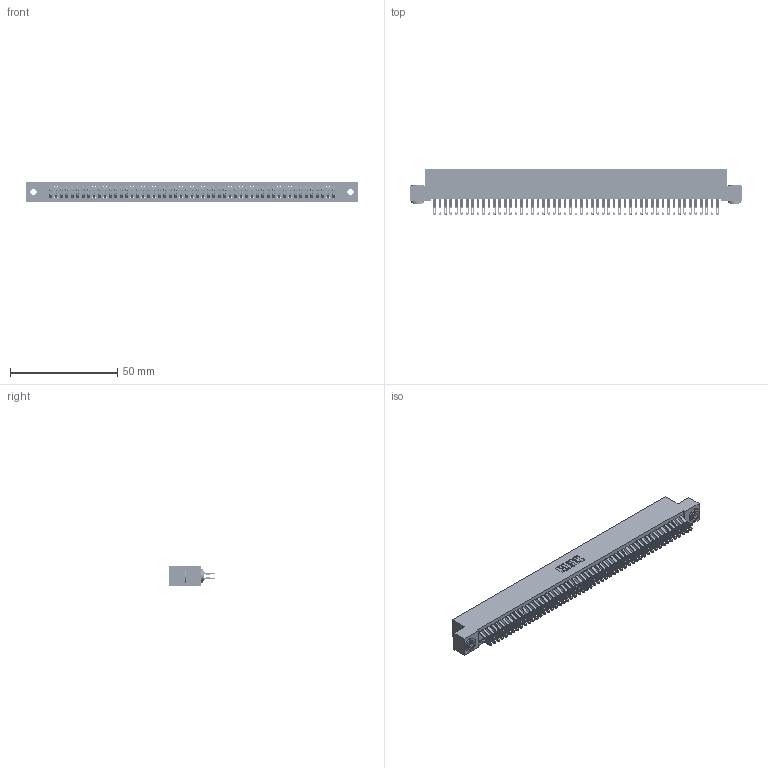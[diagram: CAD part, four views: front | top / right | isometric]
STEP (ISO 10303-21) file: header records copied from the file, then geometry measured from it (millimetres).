
FILE_DESCRIPTION (( 'STEP AP203' ), '1' );
FILE_NAME ('392-106-555-203.STEP', '2019-10-09T22:42:05', ( '' ), ( '' ), 'SwSTEP 2.0', 'SolidWorks 2016', '' );
FILE_SCHEMA (( 'CONFIG_CONTROL_DESIGN' ));
Length unit declared in the file: inch
Products named in the file (4): 342 Part_.156 TH; 345-292-001_555 Tail; 342-250-002_345-250-002-102; 392-106-555-203
Assembly tree (109 placements, depth 2):
  392-106-555-203
    342 Part_.156 TH
    345-292-001_555 Tail  x106
    342-250-002_345-250-002-102  x2
Bounding box: 154.94 x 21.47 x 9.4 mm (x, y, z)
Volume: 14290.8 mm3; surface area: 24772.6 mm2
Topology: 109 solids, 109 shells, 6296 faces, 19773 edges, 13178 vertices
Faces by surface type: plane 3680, cylinder 2608, cone 8
Entity records: 33518 total; most frequent: CARTESIAN_POINT 5551, ORIENTED_EDGE 5450, DIRECTION 4727, EDGE_CURVE 2725, VECTOR 2553, LINE 2553, VERTEX_POINT 1814, AXIS2_PLACEMENT_3D 1087
